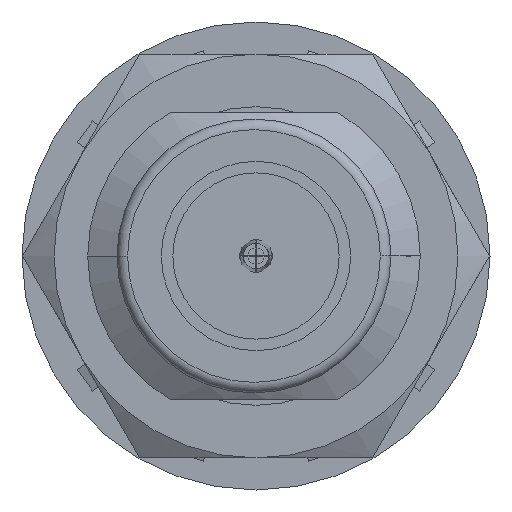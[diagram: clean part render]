
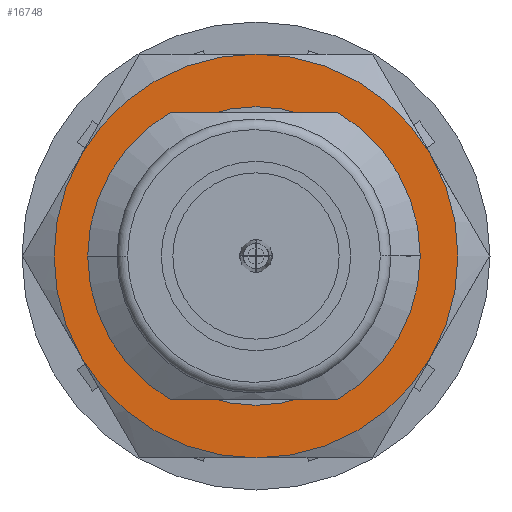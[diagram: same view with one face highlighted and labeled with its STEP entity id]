
A CAD part, left-side view. The second image highlights one B-rep face of the part: STEP entity #16748.
In plain terms, the highlighted planar face has unit normal (-1, 0, 0).
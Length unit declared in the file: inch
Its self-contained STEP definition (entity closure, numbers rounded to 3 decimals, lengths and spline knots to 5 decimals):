
#864 = FACE_OUTER_BOUND ( 'NONE', #48759, .T. ) ;
#3619 = AXIS2_PLACEMENT_3D ( 'NONE', #36659, #74700, #52237 ) ;
#4483 = DIRECTION ( 'NONE',  ( 0., 0., -1. ) ) ;
#5531 = AXIS2_PLACEMENT_3D ( 'NONE', #84332, #68099, #51869 ) ;
#9121 = CARTESIAN_POINT ( 'NONE',  ( -0.10167, 0.32877, -0.18982 ) ) ;
#9377 = VERTEX_POINT ( 'NONE', #9121 ) ;
#10120 = DIRECTION ( 'NONE',  ( 0., 0., 1. ) ) ;
#10931 = ORIENTED_EDGE ( 'NONE', *, *, #93017, .T. ) ;
#12300 = EDGE_CURVE ( 'NONE', #59673, #98608, #78058, .T. ) ;
#12573 = DIRECTION ( 'NONE',  ( 0., 0., 1. ) ) ;
#16748 = ADVANCED_FACE ( 'NONE', ( #97489, #864 ), #99540, .T. ) ;
#17200 = AXIS2_PLACEMENT_3D ( 'NONE', #42920, #60238, #27991 ) ;
#18754 = AXIS2_PLACEMENT_3D ( 'NONE', #29508, #78255, #53779 ) ;
#19026 = DIRECTION ( 'NONE',  ( -1., 0., 0. ) ) ;
#22362 = AXIS2_PLACEMENT_3D ( 'NONE', #52257, #98572, #4483 ) ;
#25927 = CIRCLE ( 'NONE', #28790, 0.37963 ) ;
#25942 = EDGE_CURVE ( 'NONE', #50272, #54373, #48598, .T. ) ;
#27991 = DIRECTION ( 'NONE',  ( 0., 0., 1. ) ) ;
#28790 = AXIS2_PLACEMENT_3D ( 'NONE', #69982, #46155, #61075 ) ;
#29447 = ORIENTED_EDGE ( 'NONE', *, *, #12300, .T. ) ;
#29508 = CARTESIAN_POINT ( 'NONE',  ( -0.10167, 0., 0. ) ) ;
#34868 = ORIENTED_EDGE ( 'NONE', *, *, #70458, .T. ) ;
#36659 = CARTESIAN_POINT ( 'NONE',  ( -0.10167, 0.28063, 0. ) ) ;
#42883 = DIRECTION ( 'NONE',  ( -1., 0., 0. ) ) ;
#42920 = CARTESIAN_POINT ( 'NONE',  ( -0.10167, 0., 0. ) ) ;
#45984 = ORIENTED_EDGE ( 'NONE', *, *, #25942, .T. ) ;
#46155 = DIRECTION ( 'NONE',  ( -1., 0., 0. ) ) ;
#47124 = ORIENTED_EDGE ( 'NONE', *, *, #54650, .T. ) ;
#48215 = AXIS2_PLACEMENT_3D ( 'NONE', #50281, #19026, #10120 ) ;
#48598 = CIRCLE ( 'NONE', #5531, 0.37963 ) ;
#48759 = EDGE_LOOP ( 'NONE', ( #34868, #45984, #10931, #47124, #81353, #93360 ) ) ;
#50272 = VERTEX_POINT ( 'NONE', #72815 ) ;
#50281 = CARTESIAN_POINT ( 'NONE',  ( -0.10167, 0., 0. ) ) ;
#50506 = CARTESIAN_POINT ( 'NONE',  ( -0.10167, 0.32877, 0.18982 ) ) ;
#50700 = DIRECTION ( 'NONE',  ( -1., 0., 0. ) ) ;
#51869 = DIRECTION ( 'NONE',  ( 0., 0., 1. ) ) ;
#52002 = CIRCLE ( 'NONE', #56165, 0.37963 ) ;
#52237 = DIRECTION ( 'NONE',  ( 0., 0., 1. ) ) ;
#52257 = CARTESIAN_POINT ( 'NONE',  ( -0.10167, 0., 0. ) ) ;
#53779 = DIRECTION ( 'NONE',  ( 0., 0., -1. ) ) ;
#54373 = VERTEX_POINT ( 'NONE', #50506 ) ;
#54650 = EDGE_CURVE ( 'NONE', #9377, #60108, #76998, .T. ) ;
#56165 = AXIS2_PLACEMENT_3D ( 'NONE', #97857, #42883, #98177 ) ;
#59633 = CARTESIAN_POINT ( 'NONE',  ( -0.10167, 0., -0.28063 ) ) ;
#59673 = VERTEX_POINT ( 'NONE', #59633 ) ;
#60108 = VERTEX_POINT ( 'NONE', #69773 ) ;
#60238 = DIRECTION ( 'NONE',  ( -1., 0., 0. ) ) ;
#60920 = VERTEX_POINT ( 'NONE', #62667 ) ;
#61075 = DIRECTION ( 'NONE',  ( 0., 0., 1. ) ) ;
#61319 = VERTEX_POINT ( 'NONE', #78395 ) ;
#62667 = CARTESIAN_POINT ( 'NONE',  ( -0.10167, -0.32877, -0.18982 ) ) ;
#63811 = EDGE_CURVE ( 'NONE', #98608, #59673, #67566, .T. ) ;
#65290 = EDGE_LOOP ( 'NONE', ( #29447, #71662 ) ) ;
#67566 = CIRCLE ( 'NONE', #18754, 0.28063 ) ;
#67587 = AXIS2_PLACEMENT_3D ( 'NONE', #98039, #50700, #12573 ) ;
#68099 = DIRECTION ( 'NONE',  ( -1., 0., 0. ) ) ;
#69773 = CARTESIAN_POINT ( 'NONE',  ( -0.10167, 0., -0.37963 ) ) ;
#69912 = EDGE_CURVE ( 'NONE', #60108, #60920, #25927, .T. ) ;
#69982 = CARTESIAN_POINT ( 'NONE',  ( -0.10167, 0., 0. ) ) ;
#70458 = EDGE_CURVE ( 'NONE', #61319, #50272, #52002, .T. ) ;
#71662 = ORIENTED_EDGE ( 'NONE', *, *, #63811, .T. ) ;
#72815 = CARTESIAN_POINT ( 'NONE',  ( -0.10167, 0., 0.37963 ) ) ;
#74700 = DIRECTION ( 'NONE',  ( -1., 0., 0. ) ) ;
#76998 = CIRCLE ( 'NONE', #17200, 0.37963 ) ;
#78058 = CIRCLE ( 'NONE', #22362, 0.28063 ) ;
#78255 = DIRECTION ( 'NONE',  ( 1., 0., 0. ) ) ;
#78395 = CARTESIAN_POINT ( 'NONE',  ( -0.10167, -0.32877, 0.18982 ) ) ;
#81353 = ORIENTED_EDGE ( 'NONE', *, *, #69912, .T. ) ;
#82023 = EDGE_CURVE ( 'NONE', #60920, #61319, #91986, .T. ) ;
#84332 = CARTESIAN_POINT ( 'NONE',  ( -0.10167, 0., 0. ) ) ;
#91986 = CIRCLE ( 'NONE', #67587, 0.37963 ) ;
#93017 = EDGE_CURVE ( 'NONE', #54373, #9377, #93427, .T. ) ;
#93360 = ORIENTED_EDGE ( 'NONE', *, *, #82023, .T. ) ;
#93427 = CIRCLE ( 'NONE', #48215, 0.37963 ) ;
#94433 = CARTESIAN_POINT ( 'NONE',  ( -0.10167, 0., 0.28063 ) ) ;
#97489 = FACE_BOUND ( 'NONE', #65290, .T. ) ;
#97857 = CARTESIAN_POINT ( 'NONE',  ( -0.10167, 0., 0. ) ) ;
#98039 = CARTESIAN_POINT ( 'NONE',  ( -0.10167, 0., 0. ) ) ;
#98177 = DIRECTION ( 'NONE',  ( 0., 0., 1. ) ) ;
#98572 = DIRECTION ( 'NONE',  ( 1., 0., 0. ) ) ;
#98608 = VERTEX_POINT ( 'NONE', #94433 ) ;
#99540 = PLANE ( 'NONE',  #3619 ) ;
